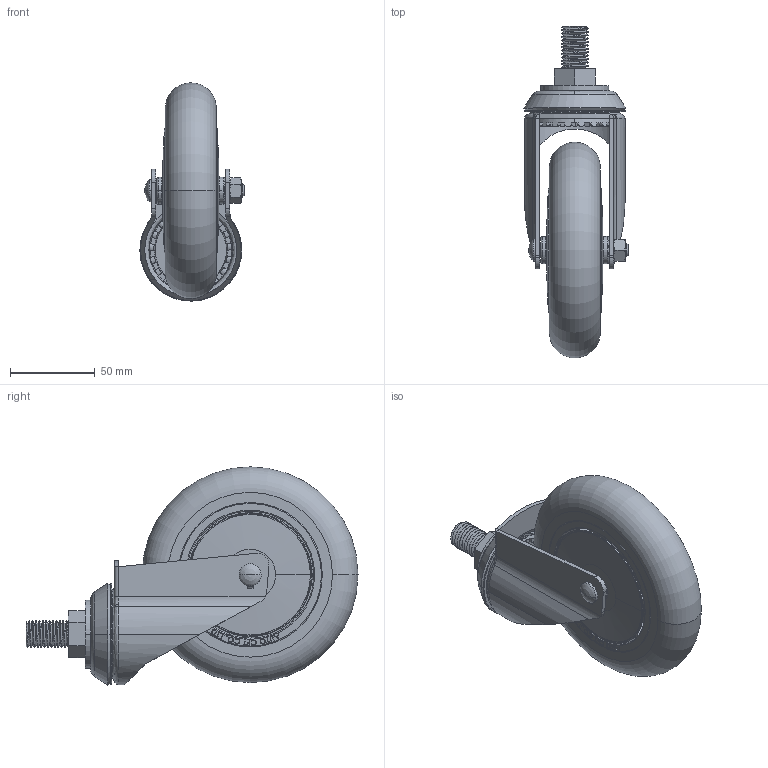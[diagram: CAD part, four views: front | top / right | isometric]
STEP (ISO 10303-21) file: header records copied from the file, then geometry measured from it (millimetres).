
FILE_DESCRIPTION (( 'STEP AP203' ), '1' );
FILE_NAME ('ACLU-127SS.STEP', '2019-03-12T04:40:43', ( '' ), ( '' ), 'SwSTEP 2.0', 'SolidWorks 2018', '' );
FILE_SCHEMA (( 'CONFIG_CONTROL_DESIGN' ));
Length unit declared in the file: millimetre
Products named in the file (10): ACLU wheel pin assy; ACLU-127 WHEEL assy; ACLU-127SS FRAME; ACLU-127SS; ACLU-127SS BOLT-2; ACLU-127 WHEEL URETHANE; ACLU-127 WHEEL CORE; ACLU-127 WHEEL COVER; ACLU-100 WHEEL PIN; hexagon nut style 1 gradeab_ks_KS 1012 S1 - M8-D-N
Assembly tree (10 placements, depth 4):
  ACLU-127SS
    ACLU-127SS FRAME
    ACLU-127SS BOLT-2
    ACLU-127 WHEEL assy
      ACLU-127 WHEEL URETHANE
      ACLU-127 WHEEL CORE
      ACLU-127 WHEEL COVER  x2
      ACLU wheel pin assy
        ACLU-100 WHEEL PIN
        hexagon nut style 1 gradeab_ks_KS 1012 S1 - M8-D-N
Bounding box: 61.4 x 195.43 x 128.5 mm (x, y, z)
Volume: 374791.1 mm3; surface area: 145635.3 mm2
Topology: 13 solids, 13 shells, 974 faces, 2672 edges, 1752 vertices
Faces by surface type: plane 445, cylinder 270, bspline 168, cone 47, torus 44
Entity records: 42876 total; most frequent: CARTESIAN_POINT 18954, ORIENTED_EDGE 5252, DIRECTION 4168, EDGE_CURVE 2626, VERTEX_POINT 1728, AXIS2_PLACEMENT_3D 1482, LINE 1204, VECTOR 1204
